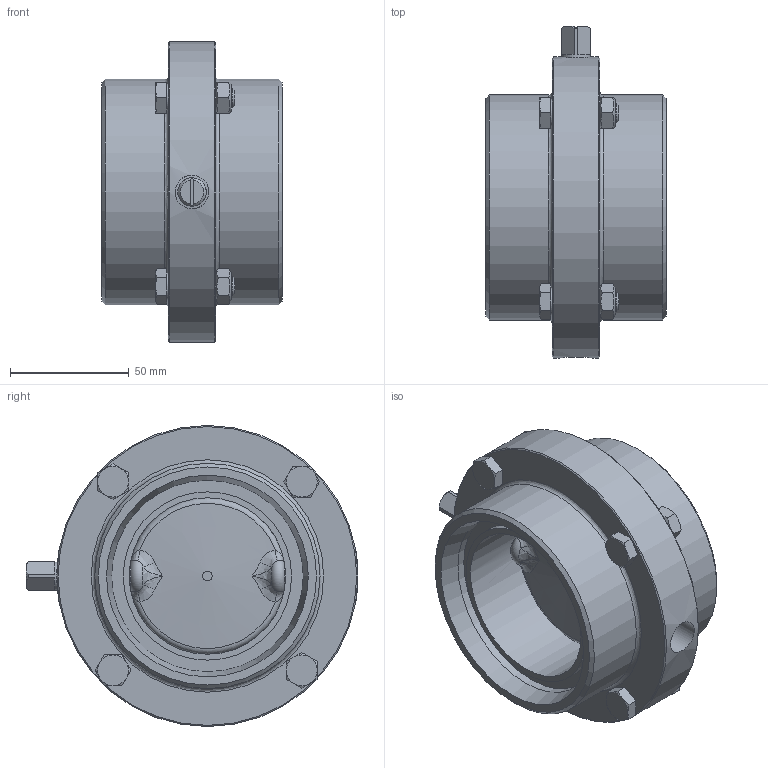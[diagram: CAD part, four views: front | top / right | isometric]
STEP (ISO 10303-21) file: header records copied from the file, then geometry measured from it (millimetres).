
FILE_DESCRIPTION((''),'2;1');
FILE_NAME('55500065X130.stp','2010-10-29T09:28:37',('Creator'),(''),'Autodesk Inventor 2010','Autodesk Inventor 2010','');
FILE_SCHEMA(('AUTOMOTIVE_DESIGN { 1 0 10303 214 1 1 1 1 }'));
Length unit declared in the file: millimetre
Products named in the file (1): 55500065X130
Bounding box: 76 x 140 x 127 mm (x, y, z)
Volume: 375210.2 mm3; surface area: 79050.9 mm2
Topology: 1 solids, 5 shells, 237 faces, 561 edges, 348 vertices
Faces by surface type: plane 103, cone 56, cylinder 40, bspline 30, torus 8
Full cylindrical faces by diameter (mm): 4.134 x1, 7.323 x4, 8 x8, 8.5 x4, 11.4 x4, 12 x2, 14.2 x2, 66 x2, 71 x2, 80.8 x2, 95 x2, 127 x1
Entity records: 8452 total; most frequent: CARTESIAN_POINT 3844, ORIENTED_EDGE 936, DIRECTION 868, EDGE_CURVE 468, AXIS2_PLACEMENT_3D 384, EDGE_LOOP 334, VERTEX_POINT 328, FACE_OUTER_BOUND 236
